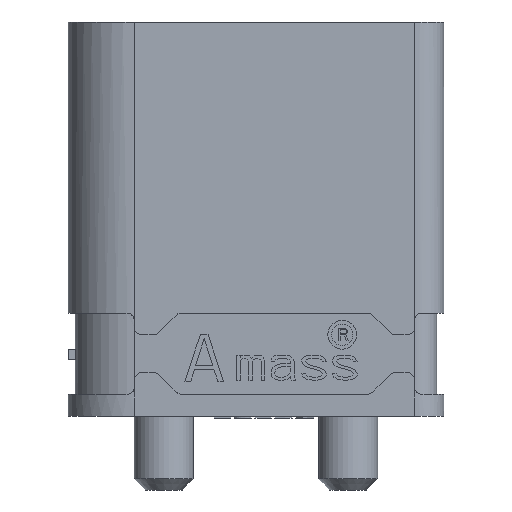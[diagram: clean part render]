
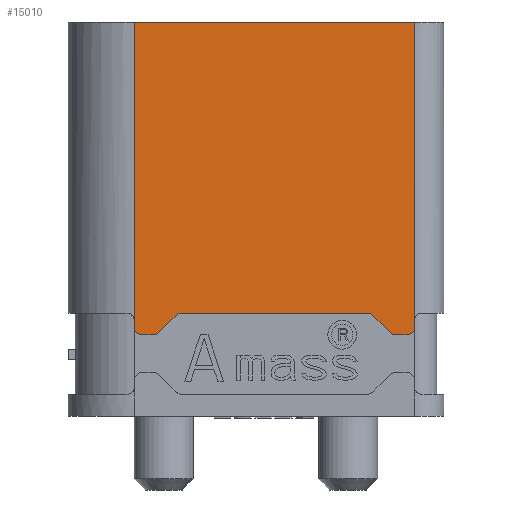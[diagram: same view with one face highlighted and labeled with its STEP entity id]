
A CAD part, front view. The second image highlights one B-rep face of the part: STEP entity #15010.
In plain terms, the highlighted planar face has unit normal (0, -1, 0).
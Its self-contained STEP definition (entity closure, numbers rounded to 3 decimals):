
#622=PLANE('',#15966);
#1407=FACE_OUTER_BOUND('',#2164,.T.);
#2164=EDGE_LOOP('',(#12722,#12723,#12724,#12725,#12726,#12727,#12728,#12729,
#12730,#12731,#12732,#12733,#12734,#12735,#12736,#12737));
#3131=LINE('',#21814,#5005);
#3529=LINE('',#22672,#5403);
#3873=LINE('',#23364,#5747);
#3876=LINE('',#23372,#5750);
#3879=LINE('',#23380,#5753);
#3882=LINE('',#23388,#5756);
#3885=LINE('',#23396,#5759);
#3888=LINE('',#23404,#5762);
#3894=LINE('',#23425,#5768);
#3895=LINE('',#23427,#5769);
#5005=VECTOR('',#17613,1.);
#5403=VECTOR('',#18447,1.);
#5747=VECTOR('',#19141,1.);
#5750=VECTOR('',#19150,1.);
#5753=VECTOR('',#19159,1.);
#5756=VECTOR('',#19168,1.);
#5759=VECTOR('',#19177,1.);
#5762=VECTOR('',#19186,1.);
#5768=VECTOR('',#19202,1.);
#5769=VECTOR('',#19205,1.);
#6190=CIRCLE('',#15944,0.2);
#6191=CIRCLE('',#15947,0.2);
#6192=CIRCLE('',#15950,0.2);
#6193=CIRCLE('',#15953,0.2);
#6194=CIRCLE('',#15956,0.2);
#6195=CIRCLE('',#15959,0.2);
#6975=VERTEX_POINT('',#21811);
#6976=VERTEX_POINT('',#21813);
#7187=VERTEX_POINT('',#22658);
#7188=VERTEX_POINT('',#22671);
#7360=VERTEX_POINT('',#23359);
#7361=VERTEX_POINT('',#23363);
#7362=VERTEX_POINT('',#23367);
#7363=VERTEX_POINT('',#23371);
#7364=VERTEX_POINT('',#23375);
#7365=VERTEX_POINT('',#23379);
#7366=VERTEX_POINT('',#23383);
#7367=VERTEX_POINT('',#23387);
#7368=VERTEX_POINT('',#23391);
#7369=VERTEX_POINT('',#23395);
#7370=VERTEX_POINT('',#23399);
#7371=VERTEX_POINT('',#23403);
#8528=EDGE_CURVE('',#6975,#6976,#3131,.T.);
#8943=EDGE_CURVE('',#7187,#7188,#3529,.T.);
#9288=EDGE_CURVE('',#7360,#7188,#6190,.T.);
#9289=EDGE_CURVE('',#7360,#7361,#3873,.T.);
#9292=EDGE_CURVE('',#7362,#7361,#6191,.T.);
#9293=EDGE_CURVE('',#7362,#7363,#3876,.T.);
#9295=EDGE_CURVE('',#7364,#7363,#6192,.T.);
#9297=EDGE_CURVE('',#7365,#7364,#3879,.T.);
#9299=EDGE_CURVE('',#7366,#7365,#6193,.T.);
#9301=EDGE_CURVE('',#7366,#7367,#3882,.T.);
#9304=EDGE_CURVE('',#7368,#7367,#6194,.T.);
#9305=EDGE_CURVE('',#7368,#7369,#3885,.T.);
#9308=EDGE_CURVE('',#7370,#7369,#6195,.T.);
#9309=EDGE_CURVE('',#7370,#7371,#3888,.T.);
#9316=EDGE_CURVE('',#6975,#7371,#3894,.T.);
#9317=EDGE_CURVE('',#7187,#6976,#3895,.T.);
#12722=ORIENTED_EDGE('',*,*,#9305,.F.);
#12723=ORIENTED_EDGE('',*,*,#9304,.T.);
#12724=ORIENTED_EDGE('',*,*,#9301,.F.);
#12725=ORIENTED_EDGE('',*,*,#9299,.T.);
#12726=ORIENTED_EDGE('',*,*,#9297,.T.);
#12727=ORIENTED_EDGE('',*,*,#9295,.T.);
#12728=ORIENTED_EDGE('',*,*,#9293,.F.);
#12729=ORIENTED_EDGE('',*,*,#9292,.T.);
#12730=ORIENTED_EDGE('',*,*,#9289,.F.);
#12731=ORIENTED_EDGE('',*,*,#9288,.T.);
#12732=ORIENTED_EDGE('',*,*,#8943,.F.);
#12733=ORIENTED_EDGE('',*,*,#9317,.T.);
#12734=ORIENTED_EDGE('',*,*,#8528,.F.);
#12735=ORIENTED_EDGE('',*,*,#9316,.T.);
#12736=ORIENTED_EDGE('',*,*,#9309,.F.);
#12737=ORIENTED_EDGE('',*,*,#9308,.T.);
#15010=ADVANCED_FACE('',(#1407),#622,.T.);
#15944=AXIS2_PLACEMENT_3D('',#23361,#19137,#19138);
#15947=AXIS2_PLACEMENT_3D('',#23369,#19146,#19147);
#15950=AXIS2_PLACEMENT_3D('',#23376,#19154,#19155);
#15953=AXIS2_PLACEMENT_3D('',#23384,#19163,#19164);
#15956=AXIS2_PLACEMENT_3D('',#23393,#19173,#19174);
#15959=AXIS2_PLACEMENT_3D('',#23401,#19182,#19183);
#15966=AXIS2_PLACEMENT_3D('',#23426,#19203,#19204);
#17613=DIRECTION('',(1.,0.,0.));
#18447=DIRECTION('',(0.,0.,-1.));
#19137=DIRECTION('center_axis',(0.,-1.,0.));
#19138=DIRECTION('ref_axis',(0.,0.,-1.));
#19141=DIRECTION('',(-1.,0.,0.));
#19146=DIRECTION('center_axis',(0.,-1.,0.));
#19147=DIRECTION('ref_axis',(-0.701,0.,-0.713));
#19150=DIRECTION('',(-0.713,0.,0.701));
#19154=DIRECTION('center_axis',(0.,1.,0.));
#19155=DIRECTION('ref_axis',(0.,0.,1.));
#19159=DIRECTION('',(1.,0.,0.));
#19163=DIRECTION('center_axis',(0.,1.,0.));
#19164=DIRECTION('ref_axis',(-0.701,0.,0.713));
#19168=DIRECTION('',(-0.713,0.,-0.701));
#19173=DIRECTION('center_axis',(0.,-1.,0.));
#19174=DIRECTION('ref_axis',(0.,0.,-1.));
#19177=DIRECTION('',(-1.,0.,0.));
#19182=DIRECTION('center_axis',(0.,-1.,0.));
#19183=DIRECTION('ref_axis',(-1.,0.,0.));
#19186=DIRECTION('',(0.,0.,1.));
#19202=DIRECTION('',(0.,0.,-1.));
#19203=DIRECTION('center_axis',(0.,-1.,0.));
#19204=DIRECTION('ref_axis',(1.,0.,0.));
#19205=DIRECTION('',(0.,0.,1.));
#21811=CARTESIAN_POINT('',(-3.3,-2.6,10.7));
#21813=CARTESIAN_POINT('',(4.3,-2.6,10.7));
#21814=CARTESIAN_POINT('',(-3.3,-2.6,10.7));
#22658=CARTESIAN_POINT('',(4.3,-2.6,2.6));
#22671=CARTESIAN_POINT('',(4.3,-2.6,2.409));
#22672=CARTESIAN_POINT('',(4.3,-2.6,2.6));
#23359=CARTESIAN_POINT('',(4.1,-2.6,2.209));
#23361=CARTESIAN_POINT('Origin',(4.1,-2.6,2.409));
#23363=CARTESIAN_POINT('',(3.791,-2.6,2.209));
#23364=CARTESIAN_POINT('',(4.1,-2.6,2.209));
#23367=CARTESIAN_POINT('',(3.651,-2.6,2.267));
#23369=CARTESIAN_POINT('Origin',(3.791,-2.6,2.409));
#23371=CARTESIAN_POINT('',(3.167,-2.6,2.743));
#23372=CARTESIAN_POINT('',(3.651,-2.6,2.267));
#23375=CARTESIAN_POINT('',(3.027,-2.6,2.8));
#23376=CARTESIAN_POINT('Origin',(3.027,-2.6,2.6));
#23379=CARTESIAN_POINT('',(-2.027,-2.6,2.8));
#23380=CARTESIAN_POINT('',(-2.027,-2.6,2.8));
#23383=CARTESIAN_POINT('',(-2.167,-2.6,2.743));
#23384=CARTESIAN_POINT('Origin',(-2.027,-2.6,2.6));
#23387=CARTESIAN_POINT('',(-2.651,-2.6,2.267));
#23388=CARTESIAN_POINT('',(-2.167,-2.6,2.743));
#23391=CARTESIAN_POINT('',(-2.791,-2.6,2.209));
#23393=CARTESIAN_POINT('Origin',(-2.791,-2.6,2.409));
#23395=CARTESIAN_POINT('',(-3.1,-2.6,2.209));
#23396=CARTESIAN_POINT('',(-2.791,-2.6,2.209));
#23399=CARTESIAN_POINT('',(-3.3,-2.6,2.409));
#23401=CARTESIAN_POINT('Origin',(-3.1,-2.6,2.409));
#23403=CARTESIAN_POINT('',(-3.3,-2.6,2.6));
#23404=CARTESIAN_POINT('',(-3.3,-2.6,2.409));
#23425=CARTESIAN_POINT('',(-3.3,-2.6,10.7));
#23426=CARTESIAN_POINT('Origin',(-5.1,-2.6,0.));
#23427=CARTESIAN_POINT('',(4.3,-2.6,2.6));
